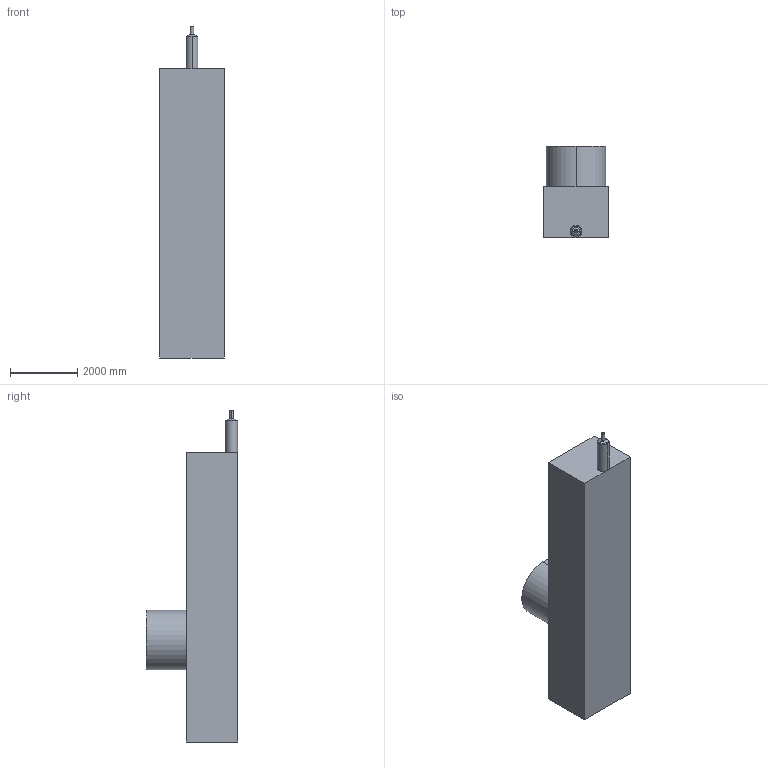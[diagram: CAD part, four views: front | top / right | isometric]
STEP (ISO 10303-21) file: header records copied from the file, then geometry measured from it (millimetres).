
FILE_DESCRIPTION((''),'2;1');
FILE_NAME('PRT0001','2022-03-23T15:12:05',('11258'),(''),'CREO PARAMETRIC BY PTC INC, 2016510','CREO PARAMETRIC BY PTC INC, 2016510','');
FILE_SCHEMA(('CONFIG_CONTROL_DESIGN'));
Length unit declared in the file: inch
Products named in the file (1): PRT0001
Bounding box: 1930.4 x 2717.8 x 9906 mm (x, y, z)
Volume: 28399249459.7 mm3; surface area: 74495033.4 mm2
Topology: 1 solids, 1 shells, 24 faces, 51 edges, 32 vertices
Faces by surface type: plane 10, cylinder 10, cone 4
Entity records: 691 total; most frequent: DIRECTION 123, CARTESIAN_POINT 107, ORIENTED_EDGE 102, EDGE_CURVE 51, AXIS2_PLACEMENT_3D 48, VERTEX_POINT 32, VECTOR 27, LINE 27
